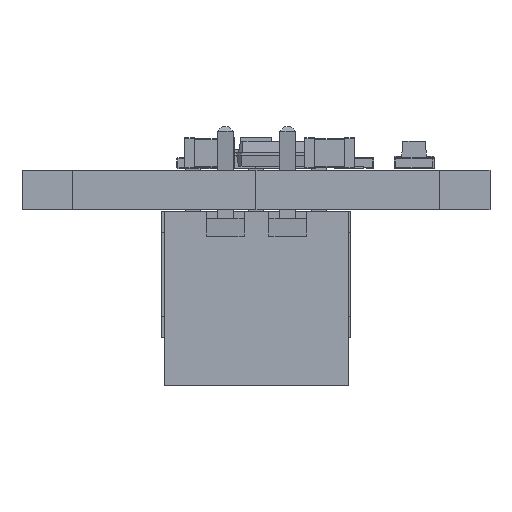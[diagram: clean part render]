
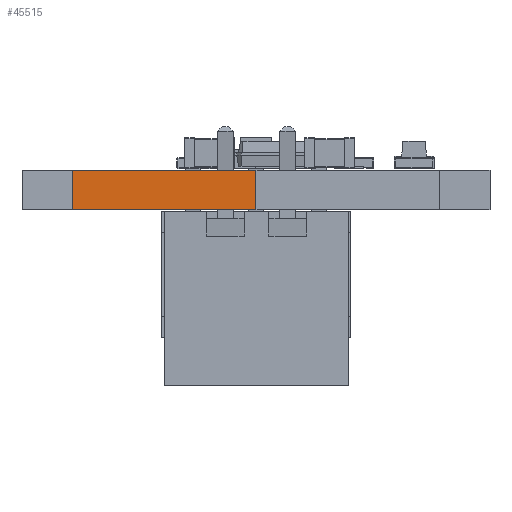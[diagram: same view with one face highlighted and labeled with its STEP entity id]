
A CAD part, left-side view. The second image highlights one B-rep face of the part: STEP entity #45515.
In plain terms, the highlighted planar face has unit normal (-1, 0, 0).
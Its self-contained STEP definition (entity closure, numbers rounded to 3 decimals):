
#42860 = PLANE('',#42861);
#42861 = AXIS2_PLACEMENT_3D('',#42862,#42863,#42864);
#42862 = CARTESIAN_POINT('',(106.321,-101.6,1.6));
#42863 = DIRECTION('',(-0.,-0.,-1.));
#42864 = DIRECTION('',(-1.,0.,0.));
#42914 = PLANE('',#42915);
#42915 = AXIS2_PLACEMENT_3D('',#42916,#42917,#42918);
#42916 = CARTESIAN_POINT('',(106.321,-101.6,0.));
#42917 = DIRECTION('',(-0.,-0.,-1.));
#42918 = DIRECTION('',(-1.,0.,0.));
#42947 = PLANE('',#42948);
#42948 = AXIS2_PLACEMENT_3D('',#42949,#42950,#42951);
#42949 = CARTESIAN_POINT('',(76.2,-94.234,0.));
#42950 = DIRECTION('',(0.,1.,0.));
#42951 = DIRECTION('',(1.,0.,0.));
#43163 = VERTEX_POINT('',#43164);
#43164 = CARTESIAN_POINT('',(76.2,-101.6,0.));
#43178 = PLANE('',#43179);
#43179 = AXIS2_PLACEMENT_3D('',#43180,#43181,#43182);
#43180 = CARTESIAN_POINT('',(76.2,-108.966,0.));
#43181 = DIRECTION('',(-1.,0.,0.));
#43182 = DIRECTION('',(0.,1.,0.));
#43190 = EDGE_CURVE('',#43163,#43191,#43193,.T.);
#43191 = VERTEX_POINT('',#43192);
#43192 = CARTESIAN_POINT('',(76.2,-94.234,0.));
#43193 = SURFACE_CURVE('',#43194,(#43198,#43205),.PCURVE_S1.);
#43194 = LINE('',#43195,#43196);
#43195 = CARTESIAN_POINT('',(76.2,-101.6,0.));
#43196 = VECTOR('',#43197,1.);
#43197 = DIRECTION('',(0.,1.,0.));
#43198 = PCURVE('',#42914,#43199);
#43199 = DEFINITIONAL_REPRESENTATION('',(#43200),#43204);
#43200 = LINE('',#43201,#43202);
#43201 = CARTESIAN_POINT('',(30.121,0.));
#43202 = VECTOR('',#43203,1.);
#43203 = DIRECTION('',(0.,1.));
#43204 = ( GEOMETRIC_REPRESENTATION_CONTEXT(2) 
PARAMETRIC_REPRESENTATION_CONTEXT() REPRESENTATION_CONTEXT('2D SPACE',''
  ) );
#43205 = PCURVE('',#43206,#43211);
#43206 = PLANE('',#43207);
#43207 = AXIS2_PLACEMENT_3D('',#43208,#43209,#43210);
#43208 = CARTESIAN_POINT('',(76.2,-101.6,0.));
#43209 = DIRECTION('',(-1.,0.,0.));
#43210 = DIRECTION('',(0.,1.,0.));
#43211 = DEFINITIONAL_REPRESENTATION('',(#43212),#43216);
#43212 = LINE('',#43213,#43214);
#43213 = CARTESIAN_POINT('',(0.,0.));
#43214 = VECTOR('',#43215,1.);
#43215 = DIRECTION('',(1.,0.));
#43216 = ( GEOMETRIC_REPRESENTATION_CONTEXT(2) 
PARAMETRIC_REPRESENTATION_CONTEXT() REPRESENTATION_CONTEXT('2D SPACE',''
  ) );
#44435 = VERTEX_POINT('',#44436);
#44436 = CARTESIAN_POINT('',(76.2,-101.6,1.6));
#44457 = EDGE_CURVE('',#44435,#44458,#44460,.T.);
#44458 = VERTEX_POINT('',#44459);
#44459 = CARTESIAN_POINT('',(76.2,-94.234,1.6));
#44460 = SURFACE_CURVE('',#44461,(#44465,#44472),.PCURVE_S1.);
#44461 = LINE('',#44462,#44463);
#44462 = CARTESIAN_POINT('',(76.2,-101.6,1.6));
#44463 = VECTOR('',#44464,1.);
#44464 = DIRECTION('',(0.,1.,0.));
#44465 = PCURVE('',#42860,#44466);
#44466 = DEFINITIONAL_REPRESENTATION('',(#44467),#44471);
#44467 = LINE('',#44468,#44469);
#44468 = CARTESIAN_POINT('',(30.121,0.));
#44469 = VECTOR('',#44470,1.);
#44470 = DIRECTION('',(0.,1.));
#44471 = ( GEOMETRIC_REPRESENTATION_CONTEXT(2) 
PARAMETRIC_REPRESENTATION_CONTEXT() REPRESENTATION_CONTEXT('2D SPACE',''
  ) );
#44472 = PCURVE('',#43206,#44473);
#44473 = DEFINITIONAL_REPRESENTATION('',(#44474),#44478);
#44474 = LINE('',#44475,#44476);
#44475 = CARTESIAN_POINT('',(0.,-1.6));
#44476 = VECTOR('',#44477,1.);
#44477 = DIRECTION('',(1.,0.));
#44478 = ( GEOMETRIC_REPRESENTATION_CONTEXT(2) 
PARAMETRIC_REPRESENTATION_CONTEXT() REPRESENTATION_CONTEXT('2D SPACE',''
  ) );
#45465 = EDGE_CURVE('',#43191,#44458,#45466,.T.);
#45466 = SURFACE_CURVE('',#45467,(#45471,#45478),.PCURVE_S1.);
#45467 = LINE('',#45468,#45469);
#45468 = CARTESIAN_POINT('',(76.2,-94.234,0.));
#45469 = VECTOR('',#45470,1.);
#45470 = DIRECTION('',(0.,0.,1.));
#45471 = PCURVE('',#42947,#45472);
#45472 = DEFINITIONAL_REPRESENTATION('',(#45473),#45477);
#45473 = LINE('',#45474,#45475);
#45474 = CARTESIAN_POINT('',(0.,0.));
#45475 = VECTOR('',#45476,1.);
#45476 = DIRECTION('',(0.,-1.));
#45477 = ( GEOMETRIC_REPRESENTATION_CONTEXT(2) 
PARAMETRIC_REPRESENTATION_CONTEXT() REPRESENTATION_CONTEXT('2D SPACE',''
  ) );
#45478 = PCURVE('',#43206,#45479);
#45479 = DEFINITIONAL_REPRESENTATION('',(#45480),#45484);
#45480 = LINE('',#45481,#45482);
#45481 = CARTESIAN_POINT('',(7.366,0.));
#45482 = VECTOR('',#45483,1.);
#45483 = DIRECTION('',(0.,-1.));
#45484 = ( GEOMETRIC_REPRESENTATION_CONTEXT(2) 
PARAMETRIC_REPRESENTATION_CONTEXT() REPRESENTATION_CONTEXT('2D SPACE',''
  ) );
#45515 = ADVANCED_FACE('',(#45516),#43206,.T.);
#45516 = FACE_BOUND('',#45517,.T.);
#45517 = EDGE_LOOP('',(#45518,#45539,#45540,#45541));
#45518 = ORIENTED_EDGE('',*,*,#45519,.T.);
#45519 = EDGE_CURVE('',#43163,#44435,#45520,.T.);
#45520 = SURFACE_CURVE('',#45521,(#45525,#45532),.PCURVE_S1.);
#45521 = LINE('',#45522,#45523);
#45522 = CARTESIAN_POINT('',(76.2,-101.6,0.));
#45523 = VECTOR('',#45524,1.);
#45524 = DIRECTION('',(0.,0.,1.));
#45525 = PCURVE('',#43206,#45526);
#45526 = DEFINITIONAL_REPRESENTATION('',(#45527),#45531);
#45527 = LINE('',#45528,#45529);
#45528 = CARTESIAN_POINT('',(0.,0.));
#45529 = VECTOR('',#45530,1.);
#45530 = DIRECTION('',(0.,-1.));
#45531 = ( GEOMETRIC_REPRESENTATION_CONTEXT(2) 
PARAMETRIC_REPRESENTATION_CONTEXT() REPRESENTATION_CONTEXT('2D SPACE',''
  ) );
#45532 = PCURVE('',#43178,#45533);
#45533 = DEFINITIONAL_REPRESENTATION('',(#45534),#45538);
#45534 = LINE('',#45535,#45536);
#45535 = CARTESIAN_POINT('',(7.366,0.));
#45536 = VECTOR('',#45537,1.);
#45537 = DIRECTION('',(0.,-1.));
#45538 = ( GEOMETRIC_REPRESENTATION_CONTEXT(2) 
PARAMETRIC_REPRESENTATION_CONTEXT() REPRESENTATION_CONTEXT('2D SPACE',''
  ) );
#45539 = ORIENTED_EDGE('',*,*,#44457,.T.);
#45540 = ORIENTED_EDGE('',*,*,#45465,.F.);
#45541 = ORIENTED_EDGE('',*,*,#43190,.F.);
